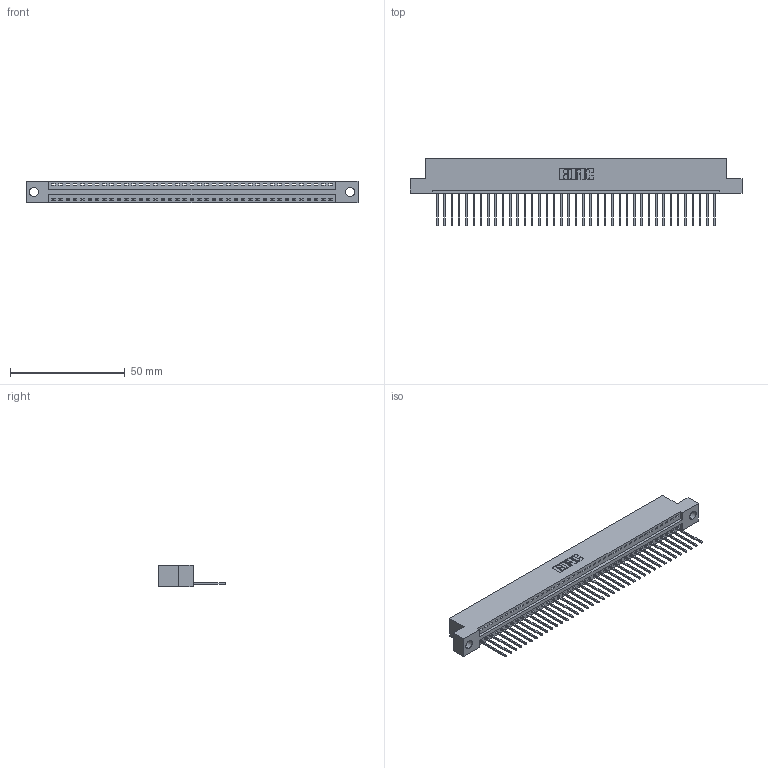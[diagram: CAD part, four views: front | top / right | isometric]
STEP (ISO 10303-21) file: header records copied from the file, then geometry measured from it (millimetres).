
FILE_DESCRIPTION (( 'STEP AP203' ), '1' );
FILE_NAME ('346-039-540-104.STEP', '2022-05-07T07:20:45', ( '' ), ( '' ), 'SwSTEP 2.0', 'SolidWorks 2020', '' );
FILE_SCHEMA (( 'CONFIG_CONTROL_DESIGN' ));
Length unit declared in the file: inch
Products named in the file (3): 346 Part_Flush Mounting Lugs - 0.156 Dia-TH; 345-292-001_345-293-140; 346-039-540-104
Assembly tree (40 placements, depth 2):
  346-039-540-104
    346 Part_Flush Mounting Lugs - 0.156 Dia-TH
    345-292-001_345-293-140  x39
Bounding box: 144.4 x 29.46 x 9.4 mm (x, y, z)
Volume: 13748.4 mm3; surface area: 17374.1 mm2
Topology: 40 solids, 40 shells, 2398 faces, 7229 edges, 4766 vertices
Faces by surface type: plane 1650, cylinder 748
Entity records: 25045 total; most frequent: CARTESIAN_POINT 4303, ORIENTED_EDGE 4274, DIRECTION 3799, EDGE_CURVE 2137, LINE 1849, VECTOR 1849, VERTEX_POINT 1422, AXIS2_PLACEMENT_3D 975
